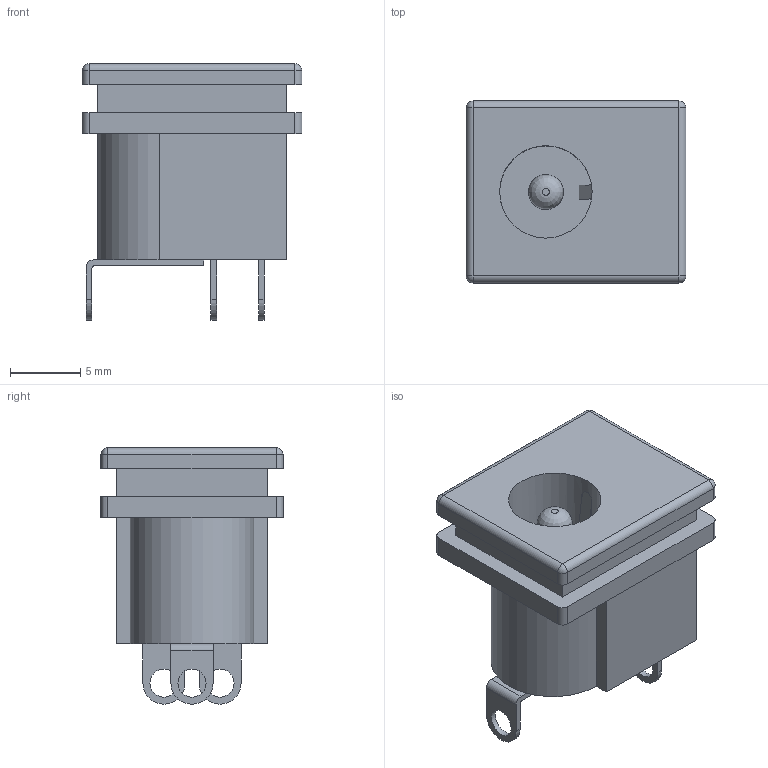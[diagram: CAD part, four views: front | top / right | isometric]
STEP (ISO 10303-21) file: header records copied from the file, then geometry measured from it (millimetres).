
FILE_DESCRIPTION(('for SolidWorks'),'2;1');
FILE_NAME('pj-009b.step', '2016-08-25T13:52:38',('Serg'),(''),'Open CASCADE STEP processor 6.6', 'DipTrace','Unknown');
FILE_SCHEMA(('AUTOMOTIVE_DESIGN { 1 0 10303 214 1 1 1 1 }'));
Length unit declared in the file: millimetre
Products named in the file (2): ASSEMBLY; pj-009b
Assembly tree (1 placements, depth 2):
  ASSEMBLY
    pj-009b
Bounding box: 15.7 x 13 x 18.3 mm (x, y, z)
Volume: 1782.2 mm3; surface area: 1548.4 mm2
Topology: 1 solids, 1 shells, 75 faces, 187 edges, 117 vertices
Faces by surface type: plane 46, cylinder 24, sphere 4, revolution 1
Full cylindrical faces by diameter (mm): 2 x3, 2.5 x1, 6.6 x1
Entity records: 2769 total; most frequent: DIRECTION 390, CARTESIAN_POINT 387, ORIENTED_EDGE 366, EDGE_CURVE 183, AXIS2_PLACEMENT_3D 130, LINE 129, VECTOR 129, VERTEX_POINT 117
